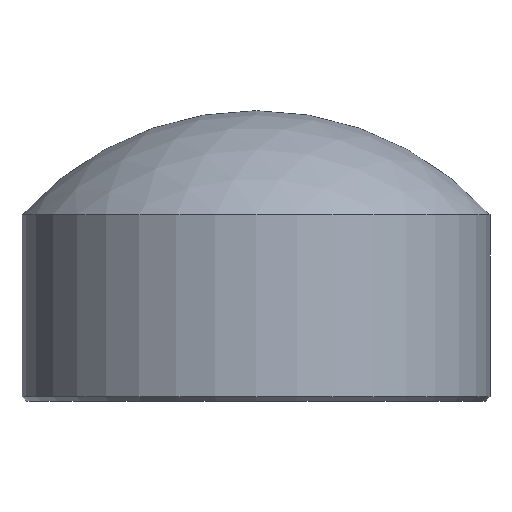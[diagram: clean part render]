
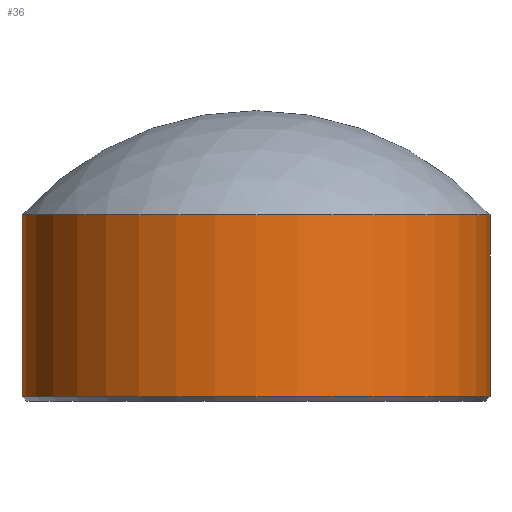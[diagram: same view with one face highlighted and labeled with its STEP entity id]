
A CAD part, front view. The second image highlights one B-rep face of the part: STEP entity #36.
In plain terms, the highlighted cylindrical face has radius 10 mm (diameter 20 mm), a partial arc.
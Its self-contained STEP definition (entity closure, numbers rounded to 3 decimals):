
#4 = DIRECTION ( 'NONE',  ( -1., 0., 0. ) ) ;
#8 = AXIS2_PLACEMENT_3D ( 'NONE', #114, #180, #177 ) ;
#11 = AXIS2_PLACEMENT_3D ( 'NONE', #141, #75, #4 ) ;
#14 = VERTEX_POINT ( 'NONE', #136 ) ;
#25 = CARTESIAN_POINT ( 'NONE',  ( 0., 0., 0.2 ) ) ;
#29 = VECTOR ( 'NONE', #147, 1000. ) ;
#33 = VERTEX_POINT ( 'NONE', #95 ) ;
#36 = ADVANCED_FACE ( 'NONE', ( #123 ), #108, .T. ) ;
#45 = DIRECTION ( 'NONE',  ( 0., 0., -1. ) ) ;
#47 = LINE ( 'NONE', #213, #29 ) ;
#63 = CARTESIAN_POINT ( 'NONE',  ( 10., 0., 7.97 ) ) ;
#74 = CIRCLE ( 'NONE', #140, 10. ) ;
#75 = DIRECTION ( 'NONE',  ( 0., 0., -1. ) ) ;
#95 = CARTESIAN_POINT ( 'NONE',  ( -10., 0., 7.97 ) ) ;
#97 = DIRECTION ( 'NONE',  ( 0., 0., 1. ) ) ;
#103 = VERTEX_POINT ( 'NONE', #109 ) ;
#108 = CYLINDRICAL_SURFACE ( 'NONE', #11, 10. ) ;
#109 = CARTESIAN_POINT ( 'NONE',  ( 10., 0., 0.2 ) ) ;
#112 = CIRCLE ( 'NONE', #8, 10. ) ;
#114 = CARTESIAN_POINT ( 'NONE',  ( 0., 0., 7.97 ) ) ;
#116 = EDGE_CURVE ( 'NONE', #148, #103, #74, .T. ) ;
#117 = ORIENTED_EDGE ( 'NONE', *, *, #116, .T. ) ;
#118 = ORIENTED_EDGE ( 'NONE', *, *, #184, .T. ) ;
#121 = ORIENTED_EDGE ( 'NONE', *, *, #138, .F. ) ;
#123 = FACE_OUTER_BOUND ( 'NONE', #214, .T. ) ;
#125 = VECTOR ( 'NONE', #45, 1000. ) ;
#136 = CARTESIAN_POINT ( 'NONE',  ( 10., 0., 7.97 ) ) ;
#138 = EDGE_CURVE ( 'NONE', #33, #14, #112, .T. ) ;
#140 = AXIS2_PLACEMENT_3D ( 'NONE', #25, #97, #144 ) ;
#141 = CARTESIAN_POINT ( 'NONE',  ( 0., 0., 7.97 ) ) ;
#144 = DIRECTION ( 'NONE',  ( 1., 0., 0. ) ) ;
#147 = DIRECTION ( 'NONE',  ( 0., 0., -1. ) ) ;
#148 = VERTEX_POINT ( 'NONE', #163 ) ;
#163 = CARTESIAN_POINT ( 'NONE',  ( -10., 0., 0.2 ) ) ;
#172 = ORIENTED_EDGE ( 'NONE', *, *, #209, .F. ) ;
#177 = DIRECTION ( 'NONE',  ( 1., 0., 0. ) ) ;
#180 = DIRECTION ( 'NONE',  ( 0., 0., 1. ) ) ;
#184 = EDGE_CURVE ( 'NONE', #33, #148, #47, .T. ) ;
#202 = LINE ( 'NONE', #63, #125 ) ;
#209 = EDGE_CURVE ( 'NONE', #14, #103, #202, .T. ) ;
#213 = CARTESIAN_POINT ( 'NONE',  ( -10., 0., 7.97 ) ) ;
#214 = EDGE_LOOP ( 'NONE', ( #172, #121, #118, #117 ) ) ;
